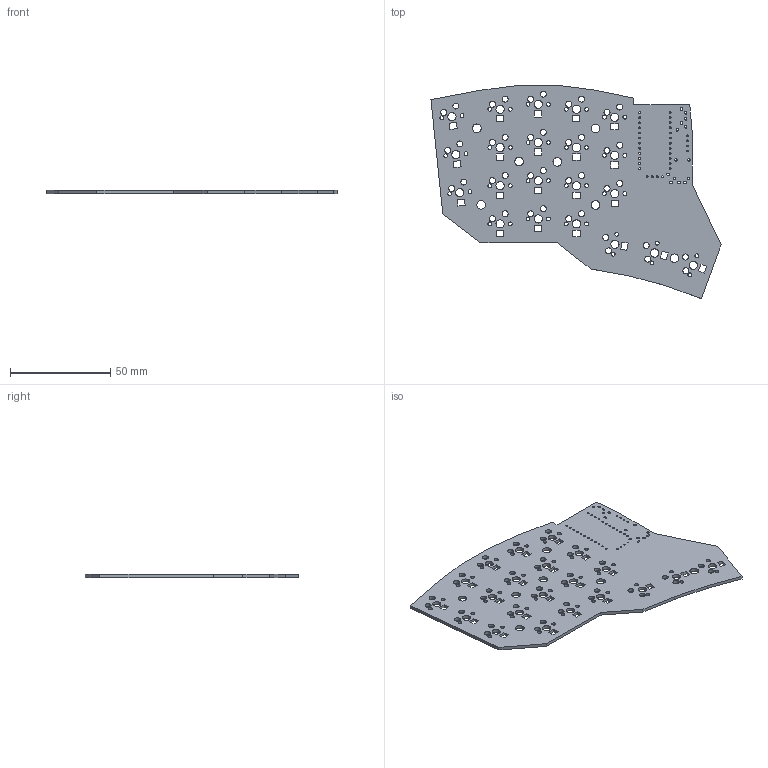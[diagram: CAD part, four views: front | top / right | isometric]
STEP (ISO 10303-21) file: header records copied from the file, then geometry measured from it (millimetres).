
FILE_DESCRIPTION(('KiCad electronic assembly'),'2;1');
FILE_NAME('yaohkib - lefft.step','2021-10-28T21:36:24',('An Author'),( 'A Company'),'Open CASCADE STEP processor 6.9', 'KiCad to STEP converter','Unknown');
FILE_SCHEMA(('AUTOMOTIVE_DESIGN { 1 0 10303 214 1 1 1 1 }'));
Length unit declared in the file: millimetre
Products named in the file (2): Open CASCADE STEP translator 6.9 1; COMPOUND
Assembly tree (1 placements, depth 2):
  Open CASCADE STEP translator 6.9 1
    COMPOUND
Bounding box: 144.72 x 106.49 x 1.6 mm (x, y, z)
Volume: 15621.3 mm3; surface area: 22520.5 mm2
Topology: 1 solids, 1 shells, 288 faces, 858 edges, 572 vertices
Faces by surface type: cylinder 166, plane 122
Full cylindrical faces by diameter (mm): 0.83 x8, 0.9 x24, 1.2 x4, 1.3 x2, 1.9 x42, 3 x42, 4.1 x21, 4.3 x7
Entity records: 21711 total; most frequent: DIRECTION 3486, CARTESIAN_POINT 3436, LINE 1910, VECTOR 1910, ORIENTED_EDGE 1716, PCURVE 1716, DEFINITIONAL_REPRESENTATION 1716, EDGE_CURVE 858
